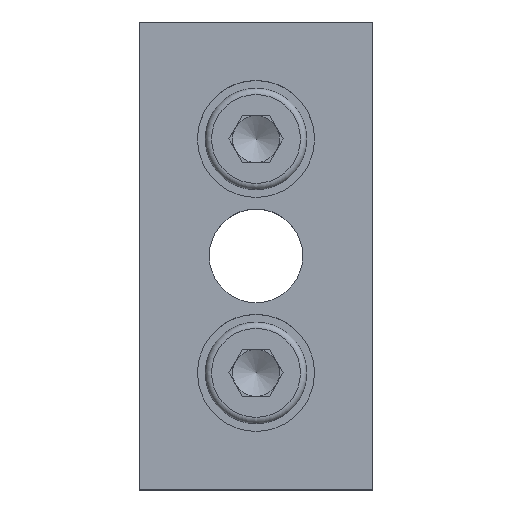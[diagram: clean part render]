
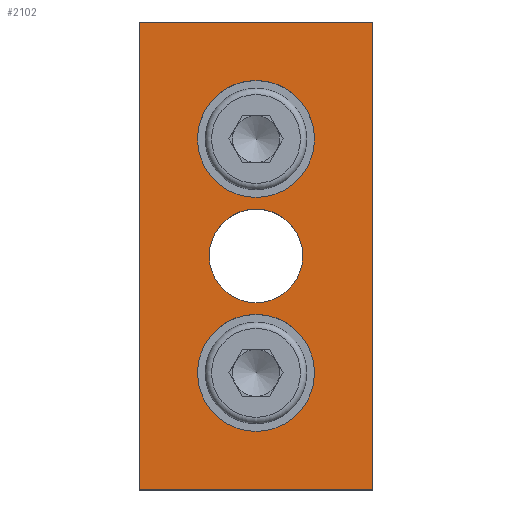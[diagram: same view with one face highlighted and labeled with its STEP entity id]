
A CAD part, top view. The second image highlights one B-rep face of the part: STEP entity #2102.
In plain terms, the highlighted planar face has unit normal (0, 0, 1).
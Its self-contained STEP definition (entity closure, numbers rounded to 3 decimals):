
#1034=CIRCLE('',#1971,7.5);
#1035=CIRCLE('',#1972,7.5);
#1036=CIRCLE('',#1973,6.);
#1078=ORIENTED_EDGE('',*,*,#1459,.T.);
#1079=ORIENTED_EDGE('',*,*,#1460,.T.);
#1080=ORIENTED_EDGE('',*,*,#1461,.T.);
#1081=ORIENTED_EDGE('',*,*,#1456,.T.);
#1082=ORIENTED_EDGE('',*,*,#1462,.F.);
#1083=ORIENTED_EDGE('',*,*,#1463,.F.);
#1084=ORIENTED_EDGE('',*,*,#1464,.F.);
#1263=VECTOR('',#1725,1.);
#1266=VECTOR('',#1730,1.);
#1267=VECTOR('',#1731,1.);
#1268=VECTOR('',#1732,1.);
#1323=LINE('',#2178,#1263);
#1326=LINE('',#2183,#1266);
#1327=LINE('',#2185,#1267);
#1328=LINE('',#2186,#1268);
#1386=VERTEX_POINT('',#2176);
#1387=VERTEX_POINT('',#2177);
#1388=VERTEX_POINT('',#2182);
#1389=VERTEX_POINT('',#2184);
#1390=VERTEX_POINT('',#2187);
#1391=VERTEX_POINT('',#2189);
#1392=VERTEX_POINT('',#2191);
#1456=EDGE_CURVE('',#1386,#1387,#1323,.T.);
#1459=EDGE_CURVE('',#1387,#1388,#1326,.T.);
#1460=EDGE_CURVE('',#1388,#1389,#1327,.T.);
#1461=EDGE_CURVE('',#1389,#1386,#1328,.T.);
#1462=EDGE_CURVE('',#1390,#1390,#1034,.T.);
#1463=EDGE_CURVE('',#1391,#1391,#1035,.T.);
#1464=EDGE_CURVE('',#1392,#1392,#1036,.T.);
#1550=EDGE_LOOP('',(#1078,#1079,#1080,#1081));
#1551=EDGE_LOOP('',(#1082));
#1552=EDGE_LOOP('',(#1083));
#1553=EDGE_LOOP('',(#1084));
#1632=FACE_BOUND('',#1550,.T.);
#1633=FACE_BOUND('',#1551,.T.);
#1634=FACE_BOUND('',#1552,.T.);
#1635=FACE_BOUND('',#1553,.T.);
#1725=DIRECTION('',(0.,-60.,0.));
#1728=DIRECTION('',(0.,0.,1.));
#1729=DIRECTION('',(0.,-1.,0.));
#1730=DIRECTION('',(30.,0.,0.));
#1731=DIRECTION('',(0.,60.,0.));
#1732=DIRECTION('',(-30.,0.,0.));
#1733=DIRECTION('',(0.,0.,1.));
#1734=DIRECTION('',(0.,7.5,0.));
#1735=DIRECTION('',(0.,0.,1.));
#1736=DIRECTION('',(0.,7.5,0.));
#1737=DIRECTION('',(0.,0.,1.));
#1738=DIRECTION('',(0.,6.,0.));
#1970=AXIS2_PLACEMENT_3D('',#2181,#1728,#1729);
#1971=AXIS2_PLACEMENT_3D('',#2188,#1733,#1734);
#1972=AXIS2_PLACEMENT_3D('',#2190,#1735,#1736);
#1973=AXIS2_PLACEMENT_3D('',#2192,#1737,#1738);
#2064=PLANE('',#1970);
#2102=ADVANCED_FACE('',(#1632,#1633,#1634,#1635),#2064,.T.);
#2176=CARTESIAN_POINT('',(0.,60.,12.));
#2177=CARTESIAN_POINT('',(0.,0.,12.));
#2178=CARTESIAN_POINT('',(0.,60.,12.));
#2181=CARTESIAN_POINT('',(0.,0.,12.));
#2182=CARTESIAN_POINT('',(30.,0.,12.));
#2183=CARTESIAN_POINT('',(0.,0.,12.));
#2184=CARTESIAN_POINT('',(30.,60.,12.));
#2185=CARTESIAN_POINT('',(30.,0.,12.));
#2186=CARTESIAN_POINT('',(30.,60.,12.));
#2187=CARTESIAN_POINT('',(15.,52.5,12.));
#2188=CARTESIAN_POINT('',(15.,45.,12.));
#2189=CARTESIAN_POINT('',(15.,22.5,12.));
#2190=CARTESIAN_POINT('',(15.,15.,12.));
#2191=CARTESIAN_POINT('',(15.,36.,12.));
#2192=CARTESIAN_POINT('',(15.,30.,12.));
